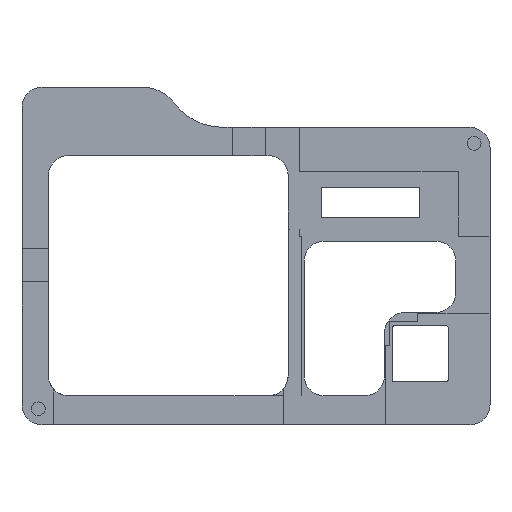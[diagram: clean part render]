
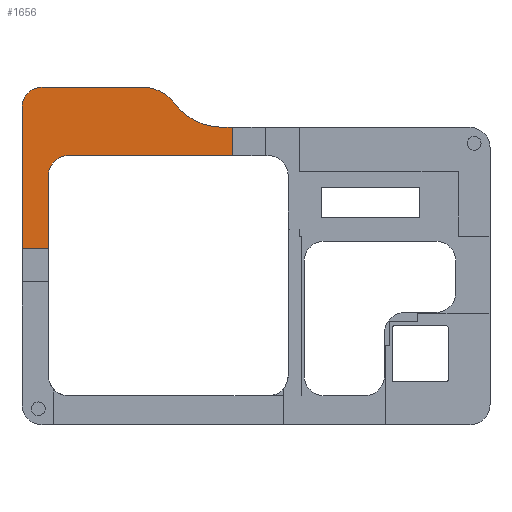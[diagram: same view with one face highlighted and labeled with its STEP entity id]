
A CAD part, front view. The second image highlights one B-rep face of the part: STEP entity #1656.
In plain terms, the highlighted planar face has unit normal (0, -1, 0).
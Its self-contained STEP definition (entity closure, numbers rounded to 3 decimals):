
#54=CIRCLE('',#1760,5.);
#58=CIRCLE('',#1778,15.);
#59=CIRCLE('',#1780,10.);
#60=CIRCLE('',#1783,5.);
#154=FACE_OUTER_BOUND('',#243,.T.);
#243=EDGE_LOOP('',(#1409,#1410,#1411,#1412,#1413,#1414,#1415,#1416,#1417,
#1418,#1419));
#376=LINE('',#2566,#568);
#394=LINE('',#2610,#586);
#403=LINE('',#2630,#595);
#405=LINE('',#2637,#597);
#431=LINE('',#2694,#623);
#434=LINE('',#2699,#626);
#435=LINE('',#2700,#627);
#568=VECTOR('',#2063,10.);
#586=VECTOR('',#2111,10.);
#595=VECTOR('',#2130,10.);
#597=VECTOR('',#2138,10.);
#623=VECTOR('',#2186,10.);
#626=VECTOR('',#2191,10.);
#627=VECTOR('',#2192,10.);
#764=VERTEX_POINT('',#2558);
#765=VERTEX_POINT('',#2560);
#766=VERTEX_POINT('',#2564);
#776=VERTEX_POINT('',#2607);
#777=VERTEX_POINT('',#2609);
#781=VERTEX_POINT('',#2620);
#782=VERTEX_POINT('',#2624);
#783=VERTEX_POINT('',#2628);
#784=VERTEX_POINT('',#2632);
#785=VERTEX_POINT('',#2636);
#805=VERTEX_POINT('',#2693);
#955=EDGE_CURVE('',#764,#765,#54,.T.);
#958=EDGE_CURVE('',#764,#766,#376,.T.);
#979=EDGE_CURVE('',#776,#777,#394,.T.);
#986=EDGE_CURVE('',#781,#776,#58,.T.);
#988=EDGE_CURVE('',#782,#781,#59,.T.);
#990=EDGE_CURVE('',#783,#782,#403,.T.);
#992=EDGE_CURVE('',#783,#784,#60,.T.);
#993=EDGE_CURVE('',#785,#765,#405,.T.);
#1022=EDGE_CURVE('',#785,#805,#431,.T.);
#1025=EDGE_CURVE('',#777,#766,#434,.T.);
#1026=EDGE_CURVE('',#784,#805,#435,.T.);
#1409=ORIENTED_EDGE('',*,*,#958,.T.);
#1410=ORIENTED_EDGE('',*,*,#1025,.F.);
#1411=ORIENTED_EDGE('',*,*,#979,.F.);
#1412=ORIENTED_EDGE('',*,*,#986,.F.);
#1413=ORIENTED_EDGE('',*,*,#988,.F.);
#1414=ORIENTED_EDGE('',*,*,#990,.F.);
#1415=ORIENTED_EDGE('',*,*,#992,.T.);
#1416=ORIENTED_EDGE('',*,*,#1026,.T.);
#1417=ORIENTED_EDGE('',*,*,#1022,.F.);
#1418=ORIENTED_EDGE('',*,*,#993,.T.);
#1419=ORIENTED_EDGE('',*,*,#955,.F.);
#1580=PLANE('',#1796);
#1656=ADVANCED_FACE('',(#154),#1580,.F.);
#1760=AXIS2_PLACEMENT_3D('',#2561,#2057,#2058);
#1778=AXIS2_PLACEMENT_3D('',#2622,#2120,#2121);
#1780=AXIS2_PLACEMENT_3D('',#2626,#2125,#2126);
#1783=AXIS2_PLACEMENT_3D('',#2634,#2134,#2135);
#1796=AXIS2_PLACEMENT_3D('',#2698,#2189,#2190);
#2057=DIRECTION('center_axis',(0.,-1.,0.));
#2058=DIRECTION('ref_axis',(-0.707,0.,0.707));
#2063=DIRECTION('',(1.,0.,0.));
#2111=DIRECTION('',(1.,0.,0.));
#2120=DIRECTION('center_axis',(0.,-1.,0.));
#2121=DIRECTION('ref_axis',(-0.447,0.,-0.894));
#2125=DIRECTION('center_axis',(0.,1.,0.));
#2126=DIRECTION('ref_axis',(0.707,0.,0.707));
#2130=DIRECTION('',(1.,0.,0.));
#2134=DIRECTION('center_axis',(0.,-1.,0.));
#2135=DIRECTION('ref_axis',(-0.707,0.,0.707));
#2138=DIRECTION('',(0.,0.,1.));
#2186=DIRECTION('',(-1.,0.,0.));
#2189=DIRECTION('center_axis',(0.,1.,0.));
#2190=DIRECTION('ref_axis',(-1.,0.,0.));
#2191=DIRECTION('',(0.,0.,-1.));
#2192=DIRECTION('',(0.,0.,-1.));
#2558=CARTESIAN_POINT('',(140.265,1.6,-63.673));
#2560=CARTESIAN_POINT('',(135.265,1.6,-68.673));
#2561=CARTESIAN_POINT('Origin',(140.265,1.6,-68.673));
#2564=CARTESIAN_POINT('',(181.165,1.6,-63.673));
#2566=CARTESIAN_POINT('',(161.803,1.6,-63.673));
#2607=CARTESIAN_POINT('',(178.703,1.6,-56.645));
#2609=CARTESIAN_POINT('',(181.165,1.6,-56.645));
#2610=CARTESIAN_POINT('',(177.897,1.6,-56.645));
#2620=CARTESIAN_POINT('',(166.703,1.6,-50.645));
#2622=CARTESIAN_POINT('Origin',(178.703,1.6,-41.645));
#2624=CARTESIAN_POINT('',(158.703,1.6,-46.645));
#2626=CARTESIAN_POINT('Origin',(158.703,1.6,-56.645));
#2628=CARTESIAN_POINT('',(133.703,1.6,-46.645));
#2630=CARTESIAN_POINT('',(157.897,1.6,-46.645));
#2632=CARTESIAN_POINT('',(128.703,1.6,-51.645));
#2634=CARTESIAN_POINT('Origin',(133.703,1.6,-51.645));
#2636=CARTESIAN_POINT('',(135.265,1.6,-86.888));
#2637=CARTESIAN_POINT('',(135.265,1.6,-76.696));
#2693=CARTESIAN_POINT('',(128.703,1.6,-86.888));
#2694=CARTESIAN_POINT('',(136.515,1.6,-86.888));
#2698=CARTESIAN_POINT('Origin',(187.09,1.6,-88.72));
#2699=CARTESIAN_POINT('',(181.165,1.6,-64.395));
#2700=CARTESIAN_POINT('',(128.703,1.6,-109.757));
